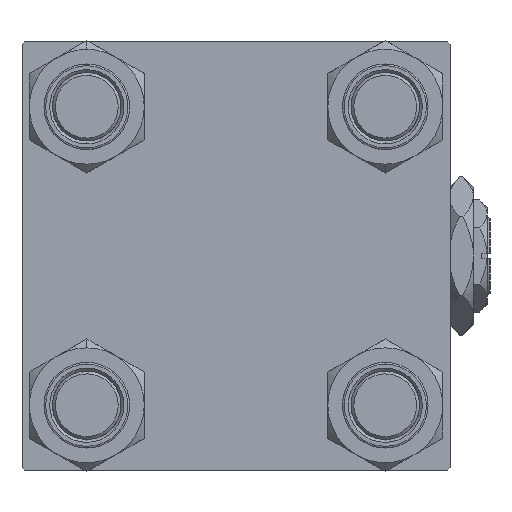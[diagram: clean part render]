
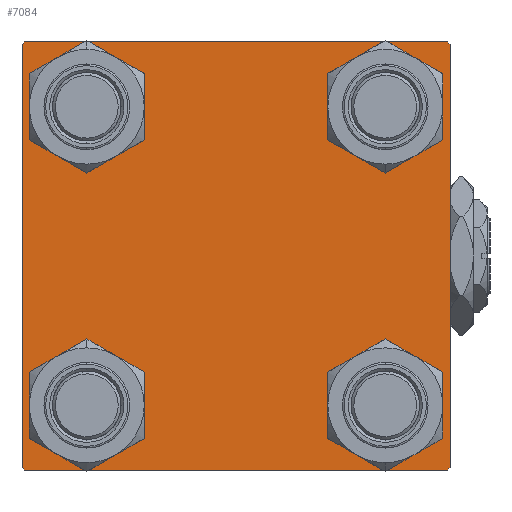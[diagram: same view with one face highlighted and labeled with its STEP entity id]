
A CAD part, left-side view. The second image highlights one B-rep face of the part: STEP entity #7084.
In plain terms, the highlighted planar face has unit normal (-1, 0, 0).
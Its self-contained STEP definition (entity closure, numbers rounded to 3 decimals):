
#36 = VERTEX_POINT ( 'NONE', #33800 ) ;
#198 = DIRECTION ( 'NONE',  ( 0., 0., 1. ) ) ;
#580 = AXIS2_PLACEMENT_3D ( 'NONE', #5987, #6246, #26284 ) ;
#589 = VERTEX_POINT ( 'NONE', #47899 ) ;
#2075 = ORIENTED_EDGE ( 'NONE', *, *, #30611, .T. ) ;
#2814 = VERTEX_POINT ( 'NONE', #17497 ) ;
#3251 = EDGE_CURVE ( 'NONE', #36, #8863, #21075, .T. ) ;
#3325 = LINE ( 'NONE', #3576, #6466 ) ;
#3576 = CARTESIAN_POINT ( 'NONE',  ( 0., 37.25, 37.25 ) ) ;
#3918 = VERTEX_POINT ( 'NONE', #14253 ) ;
#4251 = CARTESIAN_POINT ( 'NONE',  ( 0., 26.15, 26.15 ) ) ;
#4683 = CARTESIAN_POINT ( 'NONE',  ( 0., 37.5, -37. ) ) ;
#5299 = CIRCLE ( 'NONE', #26364, 6.5 ) ;
#5371 = ORIENTED_EDGE ( 'NONE', *, *, #25187, .T. ) ;
#5987 = CARTESIAN_POINT ( 'NONE',  ( 0., 0., 0. ) ) ;
#6159 = CARTESIAN_POINT ( 'NONE',  ( 0., 37.5, 37.5 ) ) ;
#6246 = DIRECTION ( 'NONE',  ( -1., 0., 0. ) ) ;
#6466 = VECTOR ( 'NONE', #31012, 1000. ) ;
#6572 = CARTESIAN_POINT ( 'NONE',  ( 0., 37.5, 37. ) ) ;
#6700 = CARTESIAN_POINT ( 'NONE',  ( 0., -26.15, -19.65 ) ) ;
#7084 = ADVANCED_FACE ( 'NONE', ( #17614, #38177, #30755, #9688, #42657 ), #38694, .T. ) ;
#7203 = ORIENTED_EDGE ( 'NONE', *, *, #39875, .F. ) ;
#7352 = DIRECTION ( 'NONE',  ( 0., 0., 1. ) ) ;
#8222 = CARTESIAN_POINT ( 'NONE',  ( 0., -26.15, 26.15 ) ) ;
#8545 = VECTOR ( 'NONE', #47688, 1000. ) ;
#8863 = VERTEX_POINT ( 'NONE', #48723 ) ;
#8880 = DIRECTION ( 'NONE',  ( 0., 0., 1. ) ) ;
#9008 = VERTEX_POINT ( 'NONE', #21009 ) ;
#9032 = ORIENTED_EDGE ( 'NONE', *, *, #3251, .F. ) ;
#9143 = CARTESIAN_POINT ( 'NONE',  ( 0., 37.5, -37.5 ) ) ;
#9659 = EDGE_CURVE ( 'NONE', #15141, #3918, #36075, .T. ) ;
#9688 = FACE_BOUND ( 'NONE', #17119, .T. ) ;
#9966 = DIRECTION ( 'NONE',  ( 1., 0., 0. ) ) ;
#10495 = VERTEX_POINT ( 'NONE', #21271 ) ;
#10786 = CARTESIAN_POINT ( 'NONE',  ( 0., -37.25, 37.25 ) ) ;
#11085 = ORIENTED_EDGE ( 'NONE', *, *, #29259, .T. ) ;
#11421 = CARTESIAN_POINT ( 'NONE',  ( 0., 26.15, 32.65 ) ) ;
#13760 = CARTESIAN_POINT ( 'NONE',  ( 0., 37.25, -37.25 ) ) ;
#14095 = CARTESIAN_POINT ( 'NONE',  ( 0., 26.15, 26.15 ) ) ;
#14253 = CARTESIAN_POINT ( 'NONE',  ( 0., -26.15, 19.65 ) ) ;
#15095 = DIRECTION ( 'NONE',  ( 0., 0., 1. ) ) ;
#15141 = VERTEX_POINT ( 'NONE', #34585 ) ;
#15335 = EDGE_CURVE ( 'NONE', #36, #25842, #18179, .T. ) ;
#15514 = EDGE_CURVE ( 'NONE', #2814, #21330, #49773, .T. ) ;
#16266 = DIRECTION ( 'NONE',  ( 1., 0., 0. ) ) ;
#16647 = DIRECTION ( 'NONE',  ( 1., 0., 0. ) ) ;
#16648 = DIRECTION ( 'NONE',  ( 1., 0., 0. ) ) ;
#17119 = EDGE_LOOP ( 'NONE', ( #24602, #11085 ) ) ;
#17497 = CARTESIAN_POINT ( 'NONE',  ( 0., 26.15, -32.65 ) ) ;
#17614 = FACE_BOUND ( 'NONE', #38584, .T. ) ;
#18026 = AXIS2_PLACEMENT_3D ( 'NONE', #19812, #16647, #40136 ) ;
#18179 = LINE ( 'NONE', #10786, #46374 ) ;
#18357 = CIRCLE ( 'NONE', #20065, 6.5 ) ;
#18432 = EDGE_CURVE ( 'NONE', #25212, #51753, #50880, .T. ) ;
#19049 = DIRECTION ( 'NONE',  ( 1., 0., 0. ) ) ;
#19812 = CARTESIAN_POINT ( 'NONE',  ( 0., -26.15, -26.15 ) ) ;
#20065 = AXIS2_PLACEMENT_3D ( 'NONE', #4251, #16648, #40664 ) ;
#20084 = AXIS2_PLACEMENT_3D ( 'NONE', #8222, #19049, #15095 ) ;
#21009 = CARTESIAN_POINT ( 'NONE',  ( 0., -37., -37.5 ) ) ;
#21075 = LINE ( 'NONE', #37174, #35103 ) ;
#21271 = CARTESIAN_POINT ( 'NONE',  ( 0., 37., 37.5 ) ) ;
#21330 = VERTEX_POINT ( 'NONE', #43420 ) ;
#21843 = DIRECTION ( 'NONE',  ( 0., 0., -1. ) ) ;
#21932 = LINE ( 'NONE', #13760, #42391 ) ;
#22041 = VECTOR ( 'NONE', #50230, 1000. ) ;
#22523 = DIRECTION ( 'NONE',  ( 0., 0., 1. ) ) ;
#22537 = AXIS2_PLACEMENT_3D ( 'NONE', #38455, #9966, #46121 ) ;
#23121 = ORIENTED_EDGE ( 'NONE', *, *, #50124, .T. ) ;
#23171 = ORIENTED_EDGE ( 'NONE', *, *, #15335, .T. ) ;
#23666 = LINE ( 'NONE', #27614, #8545 ) ;
#24111 = VERTEX_POINT ( 'NONE', #4683 ) ;
#24602 = ORIENTED_EDGE ( 'NONE', *, *, #51847, .T. ) ;
#25187 = EDGE_CURVE ( 'NONE', #10495, #43302, #3325, .T. ) ;
#25212 = VERTEX_POINT ( 'NONE', #39987 ) ;
#25842 = VERTEX_POINT ( 'NONE', #37957 ) ;
#26284 = DIRECTION ( 'NONE',  ( 0., 0., 1. ) ) ;
#26364 = AXIS2_PLACEMENT_3D ( 'NONE', #35811, #48218, #198 ) ;
#26827 = ORIENTED_EDGE ( 'NONE', *, *, #9659, .T. ) ;
#26984 = AXIS2_PLACEMENT_3D ( 'NONE', #44269, #27897, #7352 ) ;
#27195 = VECTOR ( 'NONE', #44786, 1000. ) ;
#27614 = CARTESIAN_POINT ( 'NONE',  ( 0., 37.5, 37.5 ) ) ;
#27897 = DIRECTION ( 'NONE',  ( 1., 0., 0. ) ) ;
#29259 = EDGE_CURVE ( 'NONE', #589, #32061, #18357, .T. ) ;
#29793 = CIRCLE ( 'NONE', #50864, 6.5 ) ;
#30611 = EDGE_CURVE ( 'NONE', #51753, #25212, #36873, .T. ) ;
#30755 = FACE_BOUND ( 'NONE', #51803, .T. ) ;
#31012 = DIRECTION ( 'NONE',  ( 0., 0.707, -0.707 ) ) ;
#31205 = EDGE_LOOP ( 'NONE', ( #34589, #46038, #51961, #51416, #9032, #23171, #7203, #5371 ) ) ;
#32061 = VERTEX_POINT ( 'NONE', #11421 ) ;
#33074 = VECTOR ( 'NONE', #41076, 1000. ) ;
#33800 = CARTESIAN_POINT ( 'NONE',  ( 0., -37.5, 37. ) ) ;
#33885 = ORIENTED_EDGE ( 'NONE', *, *, #15514, .T. ) ;
#33901 = CIRCLE ( 'NONE', #44008, 6.5 ) ;
#34113 = LINE ( 'NONE', #6159, #22041 ) ;
#34260 = DIRECTION ( 'NONE',  ( 0., 0.707, 0.707 ) ) ;
#34585 = CARTESIAN_POINT ( 'NONE',  ( 0., -26.15, 32.65 ) ) ;
#34589 = ORIENTED_EDGE ( 'NONE', *, *, #41268, .T. ) ;
#35103 = VECTOR ( 'NONE', #21843, 1000. ) ;
#35811 = CARTESIAN_POINT ( 'NONE',  ( 0., -26.15, 26.15 ) ) ;
#36075 = CIRCLE ( 'NONE', #20084, 6.5 ) ;
#36873 = CIRCLE ( 'NONE', #22537, 6.5 ) ;
#36881 = CARTESIAN_POINT ( 'NONE',  ( 0., -37.25, -37.25 ) ) ;
#37174 = CARTESIAN_POINT ( 'NONE',  ( 0., -37.5, 37.5 ) ) ;
#37393 = LINE ( 'NONE', #36881, #27195 ) ;
#37957 = CARTESIAN_POINT ( 'NONE',  ( 0., -37., 37.5 ) ) ;
#38177 = FACE_BOUND ( 'NONE', #47738, .T. ) ;
#38455 = CARTESIAN_POINT ( 'NONE',  ( 0., -26.15, -26.15 ) ) ;
#38584 = EDGE_LOOP ( 'NONE', ( #26827, #23121 ) ) ;
#38694 = PLANE ( 'NONE',  #580 ) ;
#39875 = EDGE_CURVE ( 'NONE', #10495, #25842, #23666, .T. ) ;
#39987 = CARTESIAN_POINT ( 'NONE',  ( 0., -26.15, -32.65 ) ) ;
#40136 = DIRECTION ( 'NONE',  ( 0., 0., 1. ) ) ;
#40664 = DIRECTION ( 'NONE',  ( 0., 0., 1. ) ) ;
#41076 = DIRECTION ( 'NONE',  ( 0., -1., 0. ) ) ;
#41268 = EDGE_CURVE ( 'NONE', #43302, #24111, #34113, .T. ) ;
#41473 = DIRECTION ( 'NONE',  ( 0., -0.707, -0.707 ) ) ;
#42391 = VECTOR ( 'NONE', #41473, 1000. ) ;
#42657 = FACE_OUTER_BOUND ( 'NONE', #31205, .T. ) ;
#43302 = VERTEX_POINT ( 'NONE', #6572 ) ;
#43420 = CARTESIAN_POINT ( 'NONE',  ( 0., 26.15, -19.65 ) ) ;
#44008 = AXIS2_PLACEMENT_3D ( 'NONE', #47940, #16266, #8880 ) ;
#44269 = CARTESIAN_POINT ( 'NONE',  ( 0., 26.15, -26.15 ) ) ;
#44786 = DIRECTION ( 'NONE',  ( 0., -0.707, 0.707 ) ) ;
#44863 = CARTESIAN_POINT ( 'NONE',  ( 0., 37., -37.5 ) ) ;
#45290 = LINE ( 'NONE', #9143, #33074 ) ;
#46038 = ORIENTED_EDGE ( 'NONE', *, *, #49654, .T. ) ;
#46121 = DIRECTION ( 'NONE',  ( 0., 0., 1. ) ) ;
#46293 = DIRECTION ( 'NONE',  ( 1., 0., 0. ) ) ;
#46374 = VECTOR ( 'NONE', #34260, 1000. ) ;
#46822 = ORIENTED_EDGE ( 'NONE', *, *, #18432, .T. ) ;
#47688 = DIRECTION ( 'NONE',  ( 0., -1., 0. ) ) ;
#47738 = EDGE_LOOP ( 'NONE', ( #2075, #46822 ) ) ;
#47899 = CARTESIAN_POINT ( 'NONE',  ( 0., 26.15, 19.65 ) ) ;
#47940 = CARTESIAN_POINT ( 'NONE',  ( 0., 26.15, -26.15 ) ) ;
#48218 = DIRECTION ( 'NONE',  ( 1., 0., 0. ) ) ;
#48694 = EDGE_CURVE ( 'NONE', #21330, #2814, #33901, .T. ) ;
#48723 = CARTESIAN_POINT ( 'NONE',  ( 0., -37.5, -37. ) ) ;
#48764 = EDGE_CURVE ( 'NONE', #50897, #9008, #45290, .T. ) ;
#48839 = ORIENTED_EDGE ( 'NONE', *, *, #48694, .T. ) ;
#49654 = EDGE_CURVE ( 'NONE', #24111, #50897, #21932, .T. ) ;
#49773 = CIRCLE ( 'NONE', #26984, 6.5 ) ;
#50124 = EDGE_CURVE ( 'NONE', #3918, #15141, #5299, .T. ) ;
#50230 = DIRECTION ( 'NONE',  ( 0., 0., -1. ) ) ;
#50308 = EDGE_CURVE ( 'NONE', #9008, #8863, #37393, .T. ) ;
#50864 = AXIS2_PLACEMENT_3D ( 'NONE', #14095, #46293, #22523 ) ;
#50880 = CIRCLE ( 'NONE', #18026, 6.5 ) ;
#50897 = VERTEX_POINT ( 'NONE', #44863 ) ;
#51416 = ORIENTED_EDGE ( 'NONE', *, *, #50308, .T. ) ;
#51753 = VERTEX_POINT ( 'NONE', #6700 ) ;
#51803 = EDGE_LOOP ( 'NONE', ( #48839, #33885 ) ) ;
#51847 = EDGE_CURVE ( 'NONE', #32061, #589, #29793, .T. ) ;
#51961 = ORIENTED_EDGE ( 'NONE', *, *, #48764, .T. ) ;
